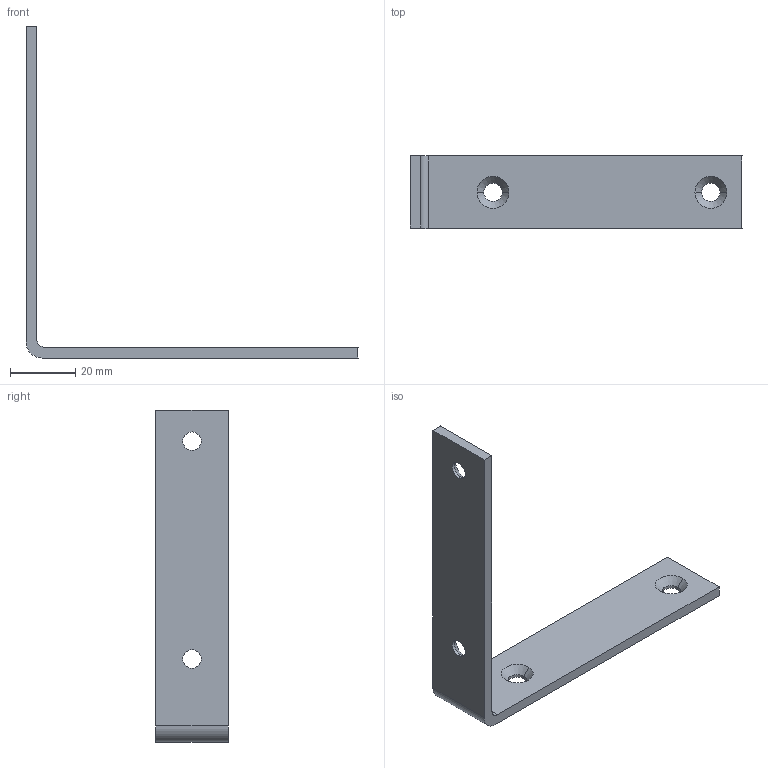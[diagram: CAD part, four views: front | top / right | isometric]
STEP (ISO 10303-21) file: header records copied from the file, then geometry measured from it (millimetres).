
FILE_DESCRIPTION (( 'STEP AP203' ), '1' );
FILE_NAME ('1556A46_Galvanized Steel Corner Bracket.STEP', '2024-06-10T19:30:07', ( 'Administrator' ), ( 'Managed by Terraform' ), 'SwSTEP 2.0', 'SolidWorks 2017', '' );
FILE_SCHEMA (( 'CONFIG_CONTROL_DESIGN' ));
Length unit declared in the file: inch
Products named in the file (1): 1556A46_Galvanized Steel Corner Bracket
Bounding box: 101.6 x 22.23 x 101.6 mm (x, y, z)
Volume: 14035.7 mm3; surface area: 10245.1 mm2
Topology: 1 solids, 1 shells, 26 faces, 64 edges, 40 vertices
Faces by surface type: cylinder 10, cone 8, plane 8
Entity records: 867 total; most frequent: DIRECTION 146, CARTESIAN_POINT 131, ORIENTED_EDGE 128, EDGE_CURVE 64, AXIS2_PLACEMENT_3D 55, VERTEX_POINT 40, LINE 36, VECTOR 36
